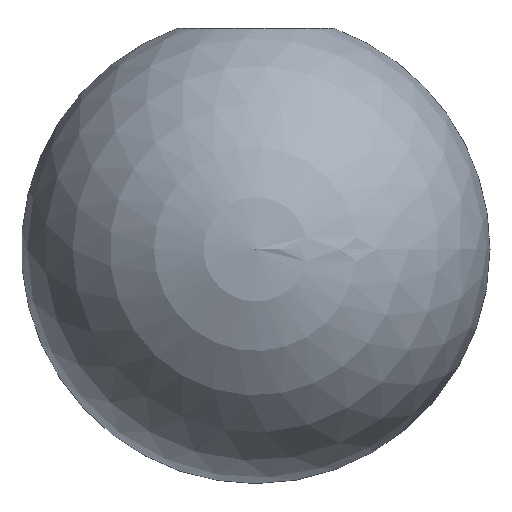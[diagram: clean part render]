
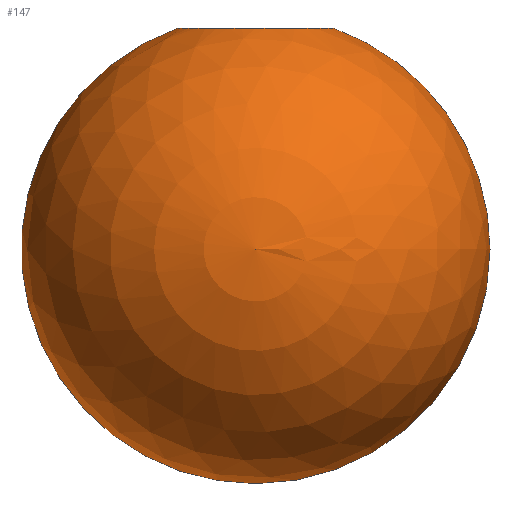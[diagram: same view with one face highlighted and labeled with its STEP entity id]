
A CAD part, front view. The second image highlights one B-rep face of the part: STEP entity #147.
In plain terms, the highlighted spherical face has radius 1.5 mm.
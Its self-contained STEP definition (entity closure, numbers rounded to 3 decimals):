
#19 = DIRECTION ( 'NONE',  ( 0., 0., -1. ) ) ;
#31 = FACE_OUTER_BOUND ( 'NONE', #157, .T. ) ;
#35 = CARTESIAN_POINT ( 'NONE',  ( -0.5, 0., -0.086 ) ) ;
#37 = VERTEX_POINT ( 'NONE', #242 ) ;
#41 = CARTESIAN_POINT ( 'NONE',  ( 0., 0., -0.086 ) ) ;
#48 = CIRCLE ( 'NONE', #134, 1.5 ) ;
#51 = SPHERICAL_SURFACE ( 'NONE', #68, 1.5 ) ;
#56 = CARTESIAN_POINT ( 'NONE',  ( 0., 0., -1.5 ) ) ;
#62 = CIRCLE ( 'NONE', #79, 0.5 ) ;
#68 = AXIS2_PLACEMENT_3D ( 'NONE', #208, #77, #75 ) ;
#71 = ORIENTED_EDGE ( 'NONE', *, *, #160, .F. ) ;
#72 = AXIS2_PLACEMENT_3D ( 'NONE', #56, #222, #165 ) ;
#75 = DIRECTION ( 'NONE',  ( 1., 0., 0. ) ) ;
#77 = DIRECTION ( 'NONE',  ( 0., -1., 0. ) ) ;
#79 = AXIS2_PLACEMENT_3D ( 'NONE', #41, #19, #255 ) ;
#80 = ORIENTED_EDGE ( 'NONE', *, *, #178, .T. ) ;
#103 = ORIENTED_EDGE ( 'NONE', *, *, #265, .T. ) ;
#133 = CIRCLE ( 'NONE', #72, 1.5 ) ;
#134 = AXIS2_PLACEMENT_3D ( 'NONE', #206, #226, #187 ) ;
#147 = ADVANCED_FACE ( 'NONE', ( #31 ), #51, .T. ) ;
#157 = EDGE_LOOP ( 'NONE', ( #103, #80, #71 ) ) ;
#160 = EDGE_CURVE ( 'NONE', #245, #37, #133, .T. ) ;
#165 = DIRECTION ( 'NONE',  ( 0., 0., 1. ) ) ;
#178 = EDGE_CURVE ( 'NONE', #260, #37, #48, .T. ) ;
#187 = DIRECTION ( 'NONE',  ( 1., 0., 0. ) ) ;
#206 = CARTESIAN_POINT ( 'NONE',  ( 0., 0., -1.5 ) ) ;
#208 = CARTESIAN_POINT ( 'NONE',  ( 0., 0., -1.5 ) ) ;
#222 = DIRECTION ( 'NONE',  ( 0., 1., 0. ) ) ;
#226 = DIRECTION ( 'NONE',  ( 0., -1., 0. ) ) ;
#237 = CARTESIAN_POINT ( 'NONE',  ( 0.5, 0., -0.086 ) ) ;
#242 = CARTESIAN_POINT ( 'NONE',  ( 0., 0., -3. ) ) ;
#245 = VERTEX_POINT ( 'NONE', #237 ) ;
#255 = DIRECTION ( 'NONE',  ( -1., 0., 0. ) ) ;
#260 = VERTEX_POINT ( 'NONE', #35 ) ;
#265 = EDGE_CURVE ( 'NONE', #245, #260, #62, .T. ) ;
